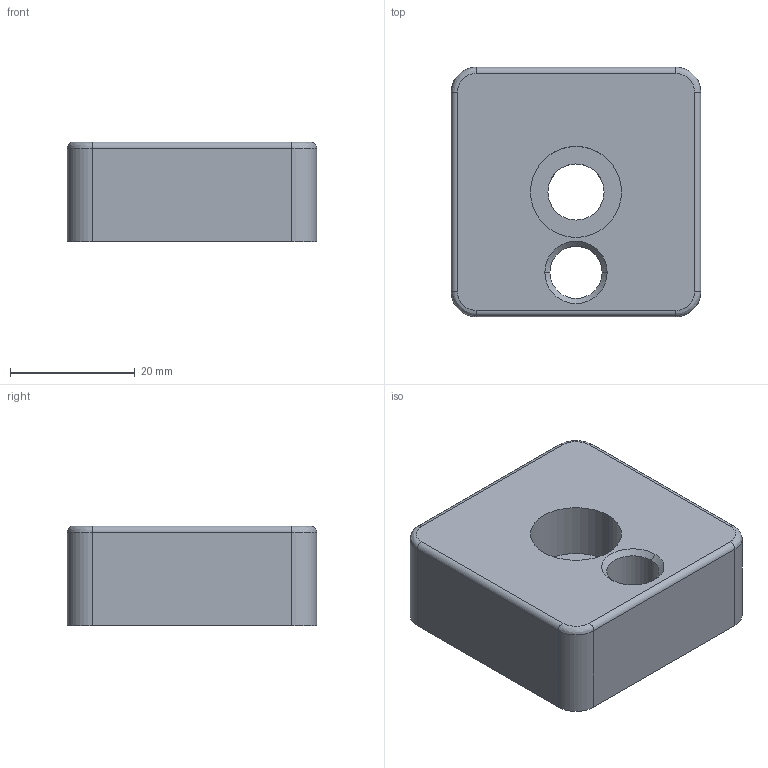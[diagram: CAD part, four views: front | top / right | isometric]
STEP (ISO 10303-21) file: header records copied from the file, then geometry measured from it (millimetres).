
FILE_DESCRIPTION (( 'STEP AP214' ), '1' );
FILE_NAME ('BASE08E1693-Plaque de base 40x40 M10 -8.step', '2023-03-24T09:48:16', ( 'Altae' ), ( '' ), 'SwSTEP 2.0', 'SolidWorks 2021', '' );
FILE_SCHEMA (( 'AUTOMOTIVE_DESIGN' ));
Length unit declared in the file: millimetre
Products named in the file (1): BASE08E1693-Plaque de base 40x40 M10 -8
Bounding box: 40 x 40 x 16 mm (x, y, z)
Volume: 22495.5 mm3; surface area: 6327.5 mm2
Topology: 1 solids, 1 shells, 29 faces, 66 edges, 40 vertices
Faces by surface type: cylinder 14, plane 7, cone 4, bspline 4
Entity records: 902 total; most frequent: CARTESIAN_POINT 208, DIRECTION 146, ORIENTED_EDGE 132, EDGE_CURVE 66, AXIS2_PLACEMENT_3D 58, VERTEX_POINT 40, EDGE_LOOP 34, CIRCLE 32
